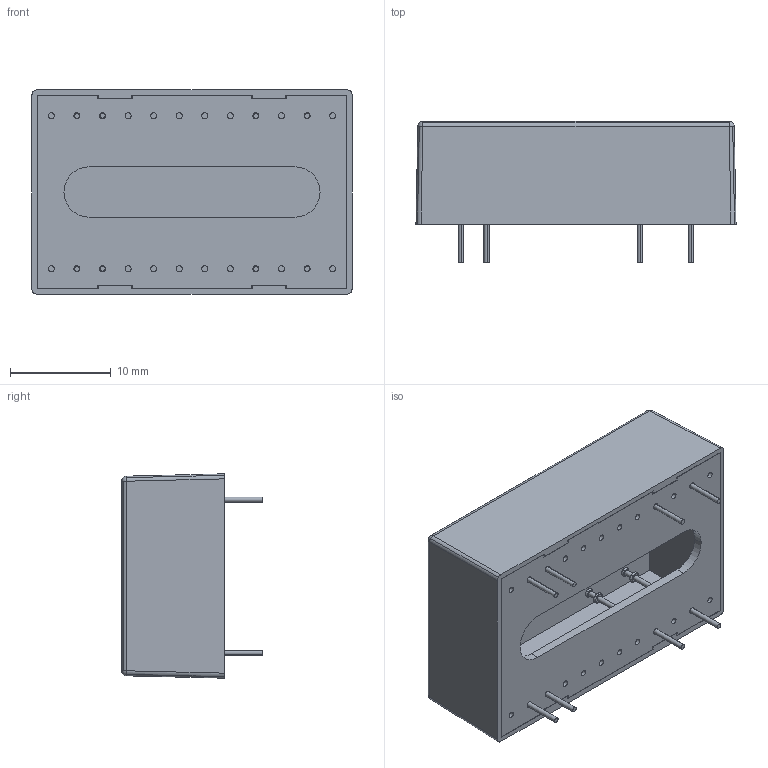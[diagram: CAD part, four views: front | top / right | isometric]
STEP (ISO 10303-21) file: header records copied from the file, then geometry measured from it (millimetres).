
FILE_DESCRIPTION(('FreeCAD Model'),'2;1');
FILE_NAME('REC3A-W_3D_20190826.STEP','2019-08-26T12:39:43',('Author'),(''), 'Open CASCADE STEP processor 7.3','FreeCAD','Unknown');
FILE_SCHEMA(('AUTOMOTIVE_DESIGN { 1 0 10303 214 1 1 1 1 }'));
Length unit declared in the file: millimetre
Products named in the file (10): REC3A-W_baseplate; REC3A-W_pin11(NC); REC3A-W_pin14(+Vout); REC3A-W_case; REC3A-W_pin16(-Vout); REC3A-W_pin9(NC); REC3A-W_pin23(+Vin); REC3A-W_pin2(-Vin); REC3A-W_pin22(+Vin); REC3A-W_pin3(-Vin)
Bounding box: 31.8 x 14.01 x 20.3 mm (x, y, z)
Volume: 1572.2 mm3; surface area: 4504.8 mm2
Topology: 10 solids, 10 shells, 237 faces, 561 edges, 366 vertices
Faces by surface type: cylinder 101, plane 100, torus 32, sphere 4
Entity records: 8111 total; most frequent: DIRECTION 1315, CARTESIAN_POINT 1185, ORIENTED_EDGE 1114, EDGE_CURVE 557, AXIS2_PLACEMENT_3D 528, VERTEX_POINT 366, FACE_BOUND 313, EDGE_LOOP 313
